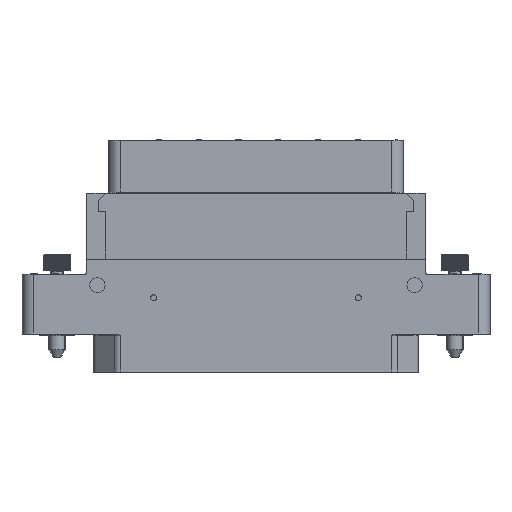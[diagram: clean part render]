
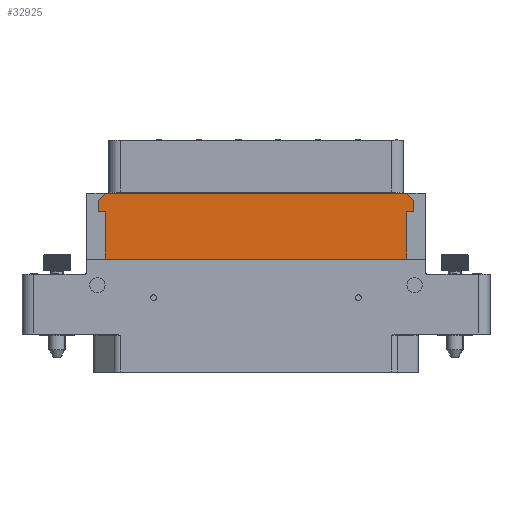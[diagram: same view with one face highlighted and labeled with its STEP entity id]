
A CAD part, top view. The second image highlights one B-rep face of the part: STEP entity #32925.
In plain terms, the highlighted planar face has unit normal (0, 0, 1).
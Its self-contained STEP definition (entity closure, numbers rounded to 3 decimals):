
#5318=DIRECTION('',(-1.,0.,0.));
#5319=VECTOR('',#5318,51.6);
#5320=CARTESIAN_POINT('',(25.8,12.8,6.9));
#5321=LINE('',#5320,#5319);
#5386=DIRECTION('',(-1.,0.,0.));
#5387=VECTOR('',#5386,51.6);
#5388=CARTESIAN_POINT('',(25.8,24.1,6.9));
#5389=LINE('',#5388,#5387);
#5474=DIRECTION('',(-0.707,-0.707,0.));
#5475=VECTOR('',#5474,1.697);
#5476=CARTESIAN_POINT('',(-25.8,24.1,6.9));
#5477=LINE('',#5476,#5475);
#5478=DIRECTION('',(-0.707,0.707,0.));
#5479=VECTOR('',#5478,1.697);
#5480=CARTESIAN_POINT('',(27.,22.9,6.9));
#5481=LINE('',#5480,#5479);
#5482=DIRECTION('',(0.,1.,0.));
#5483=VECTOR('',#5482,1.9);
#5484=CARTESIAN_POINT('',(27.,21.,6.9));
#5485=LINE('',#5484,#5483);
#5486=DIRECTION('',(1.,0.,0.));
#5487=VECTOR('',#5486,1.2);
#5488=CARTESIAN_POINT('',(25.8,21.,6.9));
#5489=LINE('',#5488,#5487);
#5490=DIRECTION('',(0.,1.,0.));
#5491=VECTOR('',#5490,8.2);
#5492=CARTESIAN_POINT('',(25.8,12.8,6.9));
#5493=LINE('',#5492,#5491);
#5494=DIRECTION('',(0.,-1.,0.));
#5495=VECTOR('',#5494,8.2);
#5496=CARTESIAN_POINT('',(-25.8,21.,6.9));
#5497=LINE('',#5496,#5495);
#5498=DIRECTION('',(1.,0.,0.));
#5499=VECTOR('',#5498,1.2);
#5500=CARTESIAN_POINT('',(-27.,21.,6.9));
#5501=LINE('',#5500,#5499);
#5502=DIRECTION('',(0.,-1.,0.));
#5503=VECTOR('',#5502,1.9);
#5504=CARTESIAN_POINT('',(-27.,22.9,6.9));
#5505=LINE('',#5504,#5503);
#24845=CARTESIAN_POINT('',(-25.8,24.1,6.9));
#24846=VERTEX_POINT('',#24845);
#24847=CARTESIAN_POINT('',(25.8,24.1,6.9));
#24848=VERTEX_POINT('',#24847);
#24849=CARTESIAN_POINT('',(-27.,22.9,6.9));
#24850=VERTEX_POINT('',#24849);
#24851=CARTESIAN_POINT('',(-27.,21.,6.9));
#24852=VERTEX_POINT('',#24851);
#24853=CARTESIAN_POINT('',(-25.8,21.,6.9));
#24854=VERTEX_POINT('',#24853);
#24855=CARTESIAN_POINT('',(-25.8,12.8,6.9));
#24856=VERTEX_POINT('',#24855);
#24861=CARTESIAN_POINT('',(25.8,21.,6.9));
#24862=VERTEX_POINT('',#24861);
#24863=CARTESIAN_POINT('',(27.,21.,6.9));
#24864=VERTEX_POINT('',#24863);
#24865=CARTESIAN_POINT('',(27.,22.9,6.9));
#24866=VERTEX_POINT('',#24865);
#24867=CARTESIAN_POINT('',(25.8,12.8,6.9));
#24868=VERTEX_POINT('',#24867);
#32904=CARTESIAN_POINT('',(28.9,24.1,6.9));
#32905=DIRECTION('',(0.,0.,1.));
#32906=DIRECTION('',(-1.,0.,0.));
#32907=AXIS2_PLACEMENT_3D('',#32904,#32905,#32906);
#32908=PLANE('',#32907);
#32910=ORIENTED_EDGE('',*,*,#32909,.F.);
#32911=ORIENTED_EDGE('',*,*,#32808,.F.);
#32912=ORIENTED_EDGE('',*,*,#32858,.F.);
#32913=ORIENTED_EDGE('',*,*,#32870,.F.);
#32914=ORIENTED_EDGE('',*,*,#32884,.F.);
#32915=ORIENTED_EDGE('',*,*,#32899,.F.);
#32916=ORIENTED_EDGE('',*,*,#32762,.T.);
#32918=ORIENTED_EDGE('',*,*,#32917,.F.);
#32920=ORIENTED_EDGE('',*,*,#32919,.F.);
#32922=ORIENTED_EDGE('',*,*,#32921,.F.);
#32923=EDGE_LOOP('',(#32910,#32911,#32912,#32913,#32914,#32915,#32916,#32918,
#32920,#32922));
#32924=FACE_OUTER_BOUND('',#32923,.F.);
#32925=ADVANCED_FACE('',(#32924),#32908,.T.);
#32762=EDGE_CURVE('',#24868,#24856,#5321,.T.);
#32808=EDGE_CURVE('',#24848,#24846,#5389,.T.);
#32858=EDGE_CURVE('',#24866,#24848,#5481,.T.);
#32870=EDGE_CURVE('',#24864,#24866,#5485,.T.);
#32884=EDGE_CURVE('',#24862,#24864,#5489,.T.);
#32899=EDGE_CURVE('',#24868,#24862,#5493,.T.);
#32909=EDGE_CURVE('',#24846,#24850,#5477,.T.);
#32917=EDGE_CURVE('',#24854,#24856,#5497,.T.);
#32919=EDGE_CURVE('',#24852,#24854,#5501,.T.);
#32921=EDGE_CURVE('',#24850,#24852,#5505,.T.);
